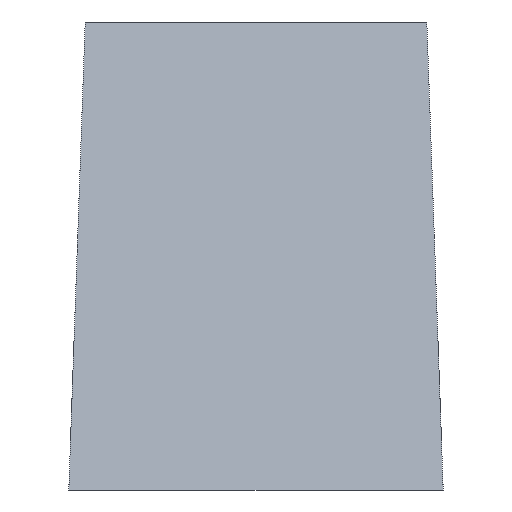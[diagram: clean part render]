
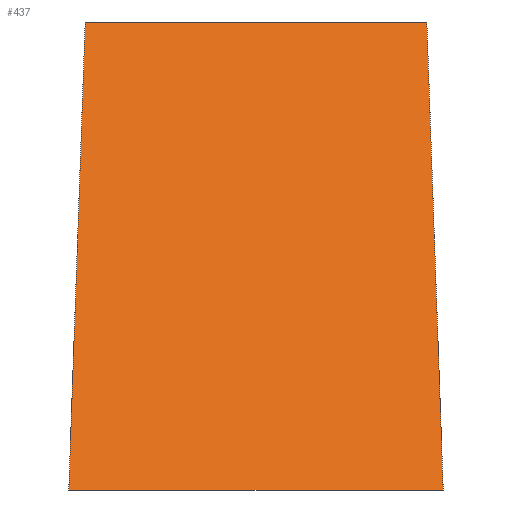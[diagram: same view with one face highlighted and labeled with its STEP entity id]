
A CAD part, left-side view. The second image highlights one B-rep face of the part: STEP entity #437.
In plain terms, the highlighted planar face has unit normal (-0.928, 0, 0.371).
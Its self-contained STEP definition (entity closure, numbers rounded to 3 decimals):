
#152 = VERTEX_POINT('',#153);
#153 = CARTESIAN_POINT('',(0.,36.5,100.));
#159 = EDGE_CURVE('',#160,#152,#162,.T.);
#160 = VERTEX_POINT('',#161);
#161 = CARTESIAN_POINT('',(0.,-36.5,100.));
#162 = LINE('',#163,#164);
#163 = CARTESIAN_POINT('',(0.,-40.,100.));
#164 = VECTOR('',#165,1.);
#165 = DIRECTION('',(0.,1.,0.));
#361 = EDGE_CURVE('',#160,#362,#364,.T.);
#362 = VERTEX_POINT('',#363);
#363 = CARTESIAN_POINT('',(-40.,-40.,0.));
#364 = LINE('',#365,#366);
#365 = CARTESIAN_POINT('',(-17.244,-38.009,
    56.889));
#366 = VECTOR('',#367,1.);
#367 = DIRECTION('',(-0.371,-0.032,-0.928
    ));
#437 = ADVANCED_FACE('',(#438),#456,.F.);
#438 = FACE_BOUND('',#439,.F.);
#439 = EDGE_LOOP('',(#440,#448,#454,#455));
#440 = ORIENTED_EDGE('',*,*,#441,.F.);
#441 = EDGE_CURVE('',#442,#362,#444,.T.);
#442 = VERTEX_POINT('',#443);
#443 = CARTESIAN_POINT('',(-40.,40.,0.));
#444 = LINE('',#445,#446);
#445 = CARTESIAN_POINT('',(-40.,40.,0.));
#446 = VECTOR('',#447,1.);
#447 = DIRECTION('',(0.,-1.,0.));
#448 = ORIENTED_EDGE('',*,*,#449,.T.);
#449 = EDGE_CURVE('',#442,#152,#450,.T.);
#450 = LINE('',#451,#452);
#451 = CARTESIAN_POINT('',(-34.006,39.476,
    14.984));
#452 = VECTOR('',#453,1.);
#453 = DIRECTION('',(0.371,-0.032,0.928)
  );
#454 = ORIENTED_EDGE('',*,*,#159,.F.);
#455 = ORIENTED_EDGE('',*,*,#361,.T.);
#456 = PLANE('',#457);
#457 = AXIS2_PLACEMENT_3D('',#458,#459,#460);
#458 = CARTESIAN_POINT('',(-40.,-40.,0.));
#459 = DIRECTION('',(0.928,0.,-0.371)
  );
#460 = DIRECTION('',(0.371,0.,0.928));
